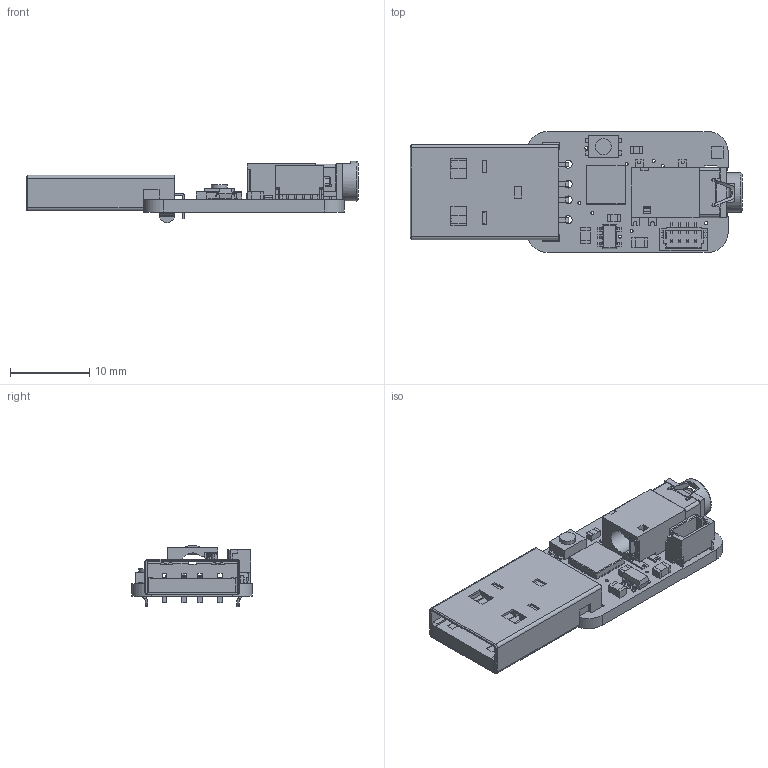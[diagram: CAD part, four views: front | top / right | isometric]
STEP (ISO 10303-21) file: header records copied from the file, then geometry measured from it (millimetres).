
FILE_DESCRIPTION(/* description */ (''),/* implementation_level */ '2;1');
FILE_NAME(/* name */ 'PCB Component.step',/* time_stamp */ '2024-05-16T10:38:25-04:00',/* author */ (''),/* organization */ (''),/* preprocessor_version */ 'ST-DEVELOPER v20',/* originating_system */ 'Autodesk Translation Framework v13.14.0.145',/* authorisation */ '');
FILE_SCHEMA (('AUTOMOTIVE_DESIGN { 1 0 10303 214 3 1 1 }'));
Length unit declared in the file: millimetre
Products named in the file (11): PCB Component; Board; USB_A-UGO4DD; 10uF; RKB; ATSAMD21E; 1uF; AP2127K-3.3; WS2812B_SK6805_1515; TRRS_2SWITCH_PJ332A; STEMMA_I2C_QTRA
Assembly tree (12 placements, depth 2):
  PCB Component
    Board
    USB_A-UGO4DD
    10uF  x2
    RKB
    ATSAMD21E
    1uF  x2
    AP2127K-3.3
    WS2812B_SK6805_1515
    TRRS_2SWITCH_PJ332A
    STEMMA_I2C_QTRA
Bounding box: 41.94 x 15.24 x 7.72 mm (x, y, z)
Volume: 1576.8 mm3; surface area: 4110.9 mm2
Topology: 49 solids, 49 shells, 1740 faces, 4778 edges, 3133 vertices
Faces by surface type: plane 1351, cylinder 334, bspline 35, cone 14, torus 6
Full cylindrical faces by diameter (mm): 0.394 x23, 1 x6, 1.1 x2, 1.2 x2, 1.4 x2, 2 x1, 3.6 x1, 5 x1
Entity records: 56746 total; most frequent: CARTESIAN_POINT 11439, ORIENTED_EDGE 9412, DIRECTION 8794, EDGE_CURVE 4706, LINE 3896, VECTOR 3896, VERTEX_POINT 3085, AXIS2_PLACEMENT_3D 2449
